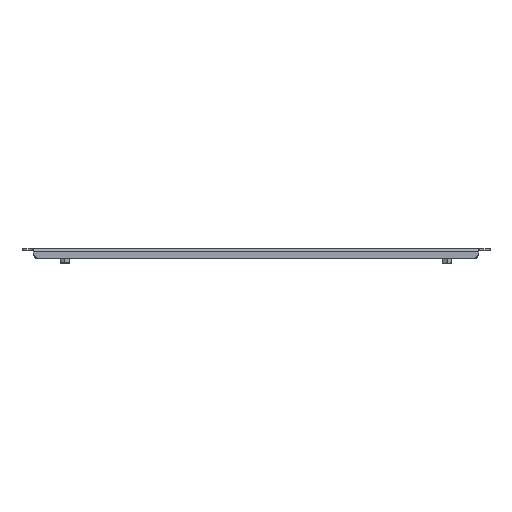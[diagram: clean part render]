
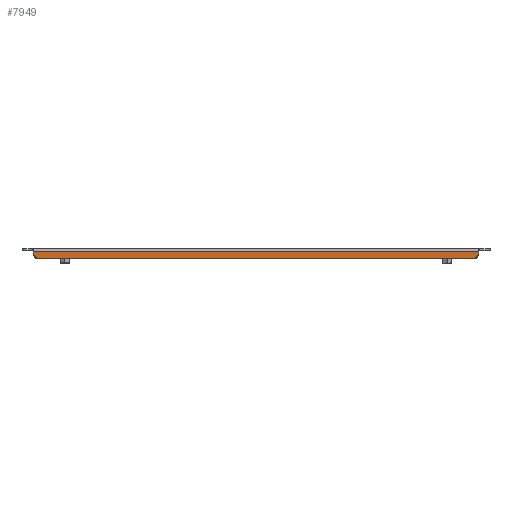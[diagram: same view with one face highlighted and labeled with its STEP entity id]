
A CAD part, top view. The second image highlights one B-rep face of the part: STEP entity #7949.
In plain terms, the highlighted planar face has unit normal (0, 0, 1).
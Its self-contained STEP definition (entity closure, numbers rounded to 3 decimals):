
#260 = CARTESIAN_POINT ( 'NONE',  ( -233., 23.978, 245. ) ) ;
#496 = CARTESIAN_POINT ( 'NONE',  ( 245., -10., 245. ) ) ;
#778 = EDGE_CURVE ( 'NONE', #1564, #6938, #2779, .T. ) ;
#1209 = ORIENTED_EDGE ( 'NONE', *, *, #9912, .F. ) ;
#1214 = DIRECTION ( 'NONE',  ( 0., -1., 0. ) ) ;
#1426 = VECTOR ( 'NONE', #1998, 1000. ) ;
#1484 = EDGE_LOOP ( 'NONE', ( #6180, #8234, #4064, #7181, #1209, #4208 ) ) ;
#1564 = VERTEX_POINT ( 'NONE', #4489 ) ;
#1808 = VERTEX_POINT ( 'NONE', #7219 ) ;
#1998 = DIRECTION ( 'NONE',  ( 1., 0., 0. ) ) ;
#2000 = CARTESIAN_POINT ( 'NONE',  ( -228., -5., 245. ) ) ;
#2050 = DIRECTION ( 'NONE',  ( 0., -1., 0. ) ) ;
#2171 = EDGE_CURVE ( 'NONE', #7023, #3093, #8976, .T. ) ;
#2321 = CARTESIAN_POINT ( 'NONE',  ( 0., -3.5, 245. ) ) ;
#2423 = DIRECTION ( 'NONE',  ( 0., -1., 0. ) ) ;
#2705 = CARTESIAN_POINT ( 'NONE',  ( 0., 241.978, 245. ) ) ;
#2777 = CARTESIAN_POINT ( 'NONE',  ( 233., -5., 245. ) ) ;
#2779 = LINE ( 'NONE', #496, #1426 ) ;
#2784 = DIRECTION ( 'NONE',  ( 0., 0., 1. ) ) ;
#3060 = CARTESIAN_POINT ( 'NONE',  ( -233., -5., 245. ) ) ;
#3089 = CARTESIAN_POINT ( 'NONE',  ( -233., -3.5, 245. ) ) ;
#3093 = VERTEX_POINT ( 'NONE', #3089 ) ;
#3248 = AXIS2_PLACEMENT_3D ( 'NONE', #2705, #7463, #5035 ) ;
#3448 = FACE_OUTER_BOUND ( 'NONE', #1484, .T. ) ;
#3688 = VERTEX_POINT ( 'NONE', #2777 ) ;
#4064 = ORIENTED_EDGE ( 'NONE', *, *, #778, .T. ) ;
#4208 = ORIENTED_EDGE ( 'NONE', *, *, #8745, .T. ) ;
#4470 = EDGE_CURVE ( 'NONE', #7023, #1564, #8023, .T. ) ;
#4489 = CARTESIAN_POINT ( 'NONE',  ( -228., -10., 245. ) ) ;
#4614 = DIRECTION ( 'NONE',  ( -1., 0., 0. ) ) ;
#4907 = VECTOR ( 'NONE', #4614, 1000. ) ;
#5035 = DIRECTION ( 'NONE',  ( 0., -1., 0. ) ) ;
#5542 = VECTOR ( 'NONE', #2423, 1000. ) ;
#5825 = PLANE ( 'NONE',  #3248 ) ;
#6079 = VECTOR ( 'NONE', #9806, 1000. ) ;
#6180 = ORIENTED_EDGE ( 'NONE', *, *, #2171, .F. ) ;
#6312 = CARTESIAN_POINT ( 'NONE',  ( 233., 23.978, 245. ) ) ;
#6810 = DIRECTION ( 'NONE',  ( 0., 0., 1. ) ) ;
#6938 = VERTEX_POINT ( 'NONE', #9506 ) ;
#7023 = VERTEX_POINT ( 'NONE', #3060 ) ;
#7181 = ORIENTED_EDGE ( 'NONE', *, *, #8984, .T. ) ;
#7219 = CARTESIAN_POINT ( 'NONE',  ( 233., -3.5, 245. ) ) ;
#7285 = LINE ( 'NONE', #6312, #5542 ) ;
#7463 = DIRECTION ( 'NONE',  ( 0., 0., 1. ) ) ;
#7949 = ADVANCED_FACE ( 'NONE', ( #3448 ), #5825, .T. ) ;
#8023 = CIRCLE ( 'NONE', #8532, 5. ) ;
#8051 = CIRCLE ( 'NONE', #8228, 5. ) ;
#8228 = AXIS2_PLACEMENT_3D ( 'NONE', #9888, #2784, #2050 ) ;
#8234 = ORIENTED_EDGE ( 'NONE', *, *, #4470, .T. ) ;
#8532 = AXIS2_PLACEMENT_3D ( 'NONE', #2000, #6810, #1214 ) ;
#8549 = LINE ( 'NONE', #2321, #4907 ) ;
#8745 = EDGE_CURVE ( 'NONE', #1808, #3093, #8549, .T. ) ;
#8976 = LINE ( 'NONE', #260, #6079 ) ;
#8984 = EDGE_CURVE ( 'NONE', #6938, #3688, #8051, .T. ) ;
#9506 = CARTESIAN_POINT ( 'NONE',  ( 228., -10., 245. ) ) ;
#9806 = DIRECTION ( 'NONE',  ( 0., 1., 0. ) ) ;
#9888 = CARTESIAN_POINT ( 'NONE',  ( 228., -5., 245. ) ) ;
#9912 = EDGE_CURVE ( 'NONE', #1808, #3688, #7285, .T. ) ;
